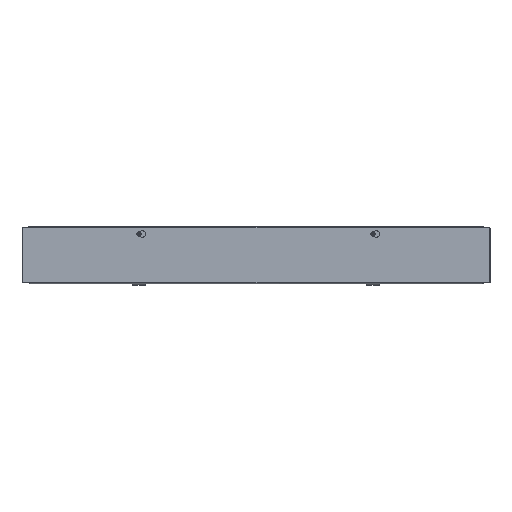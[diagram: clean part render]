
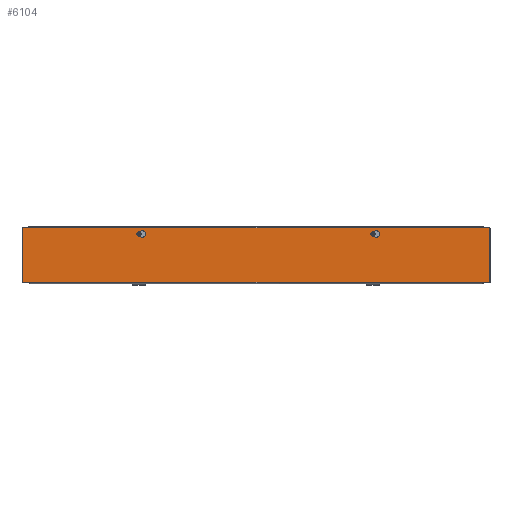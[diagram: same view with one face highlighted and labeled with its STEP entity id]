
A CAD part, top view. The second image highlights one B-rep face of the part: STEP entity #6104.
In plain terms, the highlighted planar face has unit normal (0, 0, 1).
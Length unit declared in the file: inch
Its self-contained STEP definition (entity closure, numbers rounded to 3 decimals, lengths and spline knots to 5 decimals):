
#417=LINE('',#9610,#874);
#421=LINE('',#9620,#878);
#482=LINE('',#9865,#939);
#486=LINE('',#9877,#943);
#489=LINE('',#9884,#946);
#491=LINE('',#9890,#948);
#494=LINE('',#9897,#951);
#498=LINE('',#9904,#955);
#500=LINE('',#9908,#957);
#501=LINE('',#9910,#958);
#502=LINE('',#9912,#959);
#503=LINE('',#9914,#960);
#504=LINE('',#9916,#961);
#505=LINE('',#9918,#962);
#506=LINE('',#9920,#963);
#507=LINE('',#9922,#964);
#508=LINE('',#9924,#965);
#509=LINE('',#9925,#966);
#510=LINE('',#9927,#967);
#511=LINE('',#9929,#968);
#512=LINE('',#9931,#969);
#513=LINE('',#9933,#970);
#514=LINE('',#9935,#971);
#515=LINE('',#9936,#972);
#874=VECTOR('',#7837,0.21651);
#878=VECTOR('',#7849,0.21651);
#939=VECTOR('',#7960,0.21651);
#943=VECTOR('',#7972,0.21651);
#946=VECTOR('',#7983,35.);
#948=VECTOR('',#7991,0.0002);
#951=VECTOR('',#7996,0.03145);
#955=VECTOR('',#8002,0.0002);
#957=VECTOR('',#8006,0.0002);
#958=VECTOR('',#8007,0.0002);
#959=VECTOR('',#8008,0.03145);
#960=VECTOR('',#8009,0.4998);
#961=VECTOR('',#8010,4.255);
#962=VECTOR('',#8011,0.4998);
#963=VECTOR('',#8012,0.03145);
#964=VECTOR('',#8013,0.0002);
#965=VECTOR('',#8014,0.0002);
#966=VECTOR('',#8015,35.);
#967=VECTOR('',#8016,0.0002);
#968=VECTOR('',#8017,0.0002);
#969=VECTOR('',#8018,0.03145);
#970=VECTOR('',#8019,0.4998);
#971=VECTOR('',#8020,4.255);
#972=VECTOR('',#8021,0.4998);
#1272=PLANE('',#6655);
#1516=FACE_BOUND('',#2323,.T.);
#1517=FACE_BOUND('',#2324,.T.);
#1800=FACE_OUTER_BOUND('',#2322,.T.);
#2322=EDGE_LOOP('',(#4981,#4982,#4983,#4984,#4985,#4986,#4987,#4988,#4989,
#4990,#4991,#4992,#4993,#4994,#4995,#4996,#4997,#4998,#4999,#5000));
#2323=EDGE_LOOP('',(#5001,#5002,#5003,#5004));
#2324=EDGE_LOOP('',(#5005,#5006,#5007,#5008));
#2661=CIRCLE('',#6611,0.25);
#2663=CIRCLE('',#6615,0.125);
#2670=CIRCLE('',#6644,0.25);
#2672=CIRCLE('',#6648,0.125);
#3038=VERTEX_POINT('',#9601);
#3039=VERTEX_POINT('',#9603);
#3041=VERTEX_POINT('',#9609);
#3043=VERTEX_POINT('',#9615);
#3051=VERTEX_POINT('',#9676);
#3073=VERTEX_POINT('',#9789);
#3076=VERTEX_POINT('',#9802);
#3095=VERTEX_POINT('',#9862);
#3096=VERTEX_POINT('',#9864);
#3098=VERTEX_POINT('',#9870);
#3100=VERTEX_POINT('',#9876);
#3101=VERTEX_POINT('',#9889);
#3103=VERTEX_POINT('',#9895);
#3104=VERTEX_POINT('',#9896);
#3107=VERTEX_POINT('',#9907);
#3108=VERTEX_POINT('',#9909);
#3109=VERTEX_POINT('',#9911);
#3110=VERTEX_POINT('',#9913);
#3111=VERTEX_POINT('',#9915);
#3112=VERTEX_POINT('',#9917);
#3113=VERTEX_POINT('',#9919);
#3114=VERTEX_POINT('',#9921);
#3115=VERTEX_POINT('',#9923);
#3116=VERTEX_POINT('',#9926);
#3117=VERTEX_POINT('',#9928);
#3118=VERTEX_POINT('',#9930);
#3119=VERTEX_POINT('',#9932);
#3120=VERTEX_POINT('',#9934);
#3672=EDGE_CURVE('',#3039,#3038,#2661,.T.);
#3675=EDGE_CURVE('',#3041,#3039,#417,.T.);
#3678=EDGE_CURVE('',#3043,#3041,#2663,.T.);
#3681=EDGE_CURVE('',#3038,#3043,#421,.T.);
#3755=EDGE_CURVE('',#3096,#3095,#482,.T.);
#3758=EDGE_CURVE('',#3098,#3096,#2670,.T.);
#3761=EDGE_CURVE('',#3100,#3098,#486,.T.);
#3764=EDGE_CURVE('',#3095,#3100,#2672,.T.);
#3766=EDGE_CURVE('',#3051,#3076,#489,.T.);
#3768=EDGE_CURVE('',#3101,#3051,#491,.T.);
#3771=EDGE_CURVE('',#3103,#3104,#494,.T.);
#3775=EDGE_CURVE('',#3104,#3101,#498,.T.);
#3777=EDGE_CURVE('',#3076,#3107,#500,.T.);
#3778=EDGE_CURVE('',#3107,#3108,#501,.T.);
#3779=EDGE_CURVE('',#3108,#3109,#502,.T.);
#3780=EDGE_CURVE('',#3110,#3109,#503,.T.);
#3781=EDGE_CURVE('',#3111,#3110,#504,.T.);
#3782=EDGE_CURVE('',#3112,#3111,#505,.T.);
#3783=EDGE_CURVE('',#3112,#3113,#506,.T.);
#3784=EDGE_CURVE('',#3113,#3114,#507,.T.);
#3785=EDGE_CURVE('',#3114,#3115,#508,.T.);
#3786=EDGE_CURVE('',#3115,#3073,#509,.T.);
#3787=EDGE_CURVE('',#3073,#3116,#510,.T.);
#3788=EDGE_CURVE('',#3116,#3117,#511,.T.);
#3789=EDGE_CURVE('',#3117,#3118,#512,.T.);
#3790=EDGE_CURVE('',#3119,#3118,#513,.T.);
#3791=EDGE_CURVE('',#3120,#3119,#514,.T.);
#3792=EDGE_CURVE('',#3103,#3120,#515,.T.);
#4981=ORIENTED_EDGE('',*,*,#3771,.T.);
#4982=ORIENTED_EDGE('',*,*,#3775,.T.);
#4983=ORIENTED_EDGE('',*,*,#3768,.T.);
#4984=ORIENTED_EDGE('',*,*,#3766,.T.);
#4985=ORIENTED_EDGE('',*,*,#3777,.T.);
#4986=ORIENTED_EDGE('',*,*,#3778,.T.);
#4987=ORIENTED_EDGE('',*,*,#3779,.T.);
#4988=ORIENTED_EDGE('',*,*,#3780,.F.);
#4989=ORIENTED_EDGE('',*,*,#3781,.F.);
#4990=ORIENTED_EDGE('',*,*,#3782,.F.);
#4991=ORIENTED_EDGE('',*,*,#3783,.T.);
#4992=ORIENTED_EDGE('',*,*,#3784,.T.);
#4993=ORIENTED_EDGE('',*,*,#3785,.T.);
#4994=ORIENTED_EDGE('',*,*,#3786,.T.);
#4995=ORIENTED_EDGE('',*,*,#3787,.T.);
#4996=ORIENTED_EDGE('',*,*,#3788,.T.);
#4997=ORIENTED_EDGE('',*,*,#3789,.T.);
#4998=ORIENTED_EDGE('',*,*,#3790,.F.);
#4999=ORIENTED_EDGE('',*,*,#3791,.F.);
#5000=ORIENTED_EDGE('',*,*,#3792,.F.);
#5001=ORIENTED_EDGE('',*,*,#3672,.T.);
#5002=ORIENTED_EDGE('',*,*,#3681,.T.);
#5003=ORIENTED_EDGE('',*,*,#3678,.T.);
#5004=ORIENTED_EDGE('',*,*,#3675,.T.);
#5005=ORIENTED_EDGE('',*,*,#3755,.T.);
#5006=ORIENTED_EDGE('',*,*,#3764,.T.);
#5007=ORIENTED_EDGE('',*,*,#3761,.T.);
#5008=ORIENTED_EDGE('',*,*,#3758,.T.);
#6104=ADVANCED_FACE('',(#1800,#1516,#1517),#1272,.T.);
#6611=AXIS2_PLACEMENT_3D('',#9604,#7831,#7832);
#6615=AXIS2_PLACEMENT_3D('',#9616,#7843,#7844);
#6644=AXIS2_PLACEMENT_3D('',#9871,#7966,#7967);
#6648=AXIS2_PLACEMENT_3D('',#9881,#7978,#7979);
#6655=AXIS2_PLACEMENT_3D('',#9906,#8004,#8005);
#7831=DIRECTION('center_axis',(0.,0.,-1.));
#7832=DIRECTION('ref_axis',(-0.5,-0.866,0.));
#7837=DIRECTION('',(-0.866,-0.5,0.));
#7843=DIRECTION('center_axis',(0.,0.,-1.));
#7844=DIRECTION('ref_axis',(-0.5,0.866,0.));
#7849=DIRECTION('',(0.866,-0.5,0.));
#7960=DIRECTION('',(0.866,-0.5,0.));
#7966=DIRECTION('center_axis',(0.,0.,-1.));
#7967=DIRECTION('ref_axis',(0.5,0.866,0.));
#7972=DIRECTION('',(-0.866,-0.5,0.));
#7978=DIRECTION('center_axis',(0.,0.,-1.));
#7979=DIRECTION('ref_axis',(0.5,-0.866,0.));
#7983=DIRECTION('',(-1.,0.,0.));
#7991=DIRECTION('',(0.,1.,0.));
#7996=DIRECTION('',(0.,-1.,0.));
#8002=DIRECTION('',(-1.,0.,0.));
#8004=DIRECTION('center_axis',(0.,0.,1.));
#8005=DIRECTION('ref_axis',(1.,0.,0.));
#8006=DIRECTION('',(0.,-1.,0.));
#8007=DIRECTION('',(-1.,0.,0.));
#8008=DIRECTION('',(0.,1.,0.));
#8009=DIRECTION('',(1.,0.,0.));
#8010=DIRECTION('',(0.,1.,0.));
#8011=DIRECTION('',(-1.,0.,0.));
#8012=DIRECTION('',(0.,1.,0.));
#8013=DIRECTION('',(1.,0.,0.));
#8014=DIRECTION('',(0.,-1.,0.));
#8015=DIRECTION('',(1.,0.,0.));
#8016=DIRECTION('',(0.,1.,0.));
#8017=DIRECTION('',(1.,0.,0.));
#8018=DIRECTION('',(0.,-1.,0.));
#8019=DIRECTION('',(-1.,0.,0.));
#8020=DIRECTION('',(0.,-1.,0.));
#8021=DIRECTION('',(1.,0.,0.));
#9601=CARTESIAN_POINT('',(26.875,0.71722,0.0625));
#9603=CARTESIAN_POINT('',(26.875,0.28421,0.0625));
#9604=CARTESIAN_POINT('Origin',(26.75,0.50072,0.0625));
#9609=CARTESIAN_POINT('',(27.0625,0.39246,0.0625));
#9610=CARTESIAN_POINT('',(23.94596,-1.40687,0.0625));
#9615=CARTESIAN_POINT('',(27.0625,0.60897,0.0625));
#9616=CARTESIAN_POINT('Origin',(27.,0.50072,0.0625));
#9620=CARTESIAN_POINT('',(23.33529,2.76087,0.0625));
#9676=CARTESIAN_POINT('',(35.5,4.22375,0.0625));
#9789=CARTESIAN_POINT('',(35.5,0.03125,0.0625));
#9802=CARTESIAN_POINT('',(0.5,4.22375,0.0625));
#9862=CARTESIAN_POINT('',(9.0625,0.60897,0.0625));
#9864=CARTESIAN_POINT('',(8.875,0.71722,0.0625));
#9865=CARTESIAN_POINT('',(12.08529,-1.13624,0.0625));
#9870=CARTESIAN_POINT('',(8.875,0.28421,0.0625));
#9871=CARTESIAN_POINT('Origin',(8.75,0.50072,0.0625));
#9876=CARTESIAN_POINT('',(9.0625,0.39246,0.0625));
#9877=CARTESIAN_POINT('',(12.69596,2.49024,0.0625));
#9881=CARTESIAN_POINT('Origin',(9.,0.50072,0.0625));
#9884=CARTESIAN_POINT('',(26.75,4.22375,0.0625));
#9889=CARTESIAN_POINT('',(35.5,4.22355,0.0625));
#9890=CARTESIAN_POINT('',(35.5,3.17553,0.0625));
#9895=CARTESIAN_POINT('',(35.5002,4.255,0.0625));
#9896=CARTESIAN_POINT('',(35.5002,4.22355,0.0625));
#9897=CARTESIAN_POINT('',(35.5002,3.19125,0.0625));
#9904=CARTESIAN_POINT('',(26.7501,4.22355,0.0625));
#9906=CARTESIAN_POINT('Origin',(18.,2.1275,0.0625));
#9907=CARTESIAN_POINT('',(0.5,4.22355,0.0625));
#9908=CARTESIAN_POINT('',(0.5,3.19125,0.0625));
#9909=CARTESIAN_POINT('',(0.4998,4.22355,0.0625));
#9910=CARTESIAN_POINT('',(9.25,4.22355,0.0625));
#9911=CARTESIAN_POINT('',(0.4998,4.255,0.0625));
#9912=CARTESIAN_POINT('',(0.4998,3.17553,0.0625));
#9913=CARTESIAN_POINT('',(0.,4.255,0.0625));
#9914=CARTESIAN_POINT('',(36.,4.255,0.0625));
#9915=CARTESIAN_POINT('',(0.,0.,0.0625));
#9916=CARTESIAN_POINT('',(0.,4.255,0.0625));
#9917=CARTESIAN_POINT('',(0.4998,0.,0.0625));
#9918=CARTESIAN_POINT('',(0.,0.,0.0625));
#9919=CARTESIAN_POINT('',(0.4998,0.03145,0.0625));
#9920=CARTESIAN_POINT('',(0.4998,1.06375,0.0625));
#9921=CARTESIAN_POINT('',(0.5,0.03145,0.0625));
#9922=CARTESIAN_POINT('',(9.2499,0.03145,0.0625));
#9923=CARTESIAN_POINT('',(0.5,0.03125,0.0625));
#9924=CARTESIAN_POINT('',(0.5,1.07948,0.0625));
#9925=CARTESIAN_POINT('',(9.25,0.03125,0.0625));
#9926=CARTESIAN_POINT('',(35.5,0.03145,0.0625));
#9927=CARTESIAN_POINT('',(35.5,1.06375,0.0625));
#9928=CARTESIAN_POINT('',(35.5002,0.03145,0.0625));
#9929=CARTESIAN_POINT('',(26.75,0.03145,0.0625));
#9930=CARTESIAN_POINT('',(35.5002,0.,0.0625));
#9931=CARTESIAN_POINT('',(35.5002,1.07947,0.0625));
#9932=CARTESIAN_POINT('',(36.,0.,0.0625));
#9933=CARTESIAN_POINT('',(0.,0.,0.0625));
#9934=CARTESIAN_POINT('',(36.,4.255,0.0625));
#9935=CARTESIAN_POINT('',(36.,0.,0.0625));
#9936=CARTESIAN_POINT('',(36.,4.255,0.0625));
